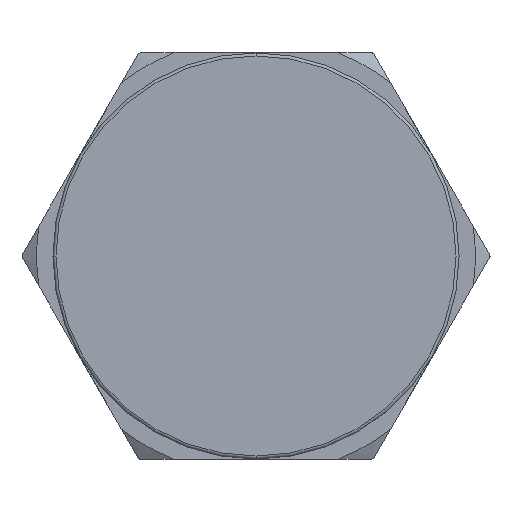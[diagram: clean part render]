
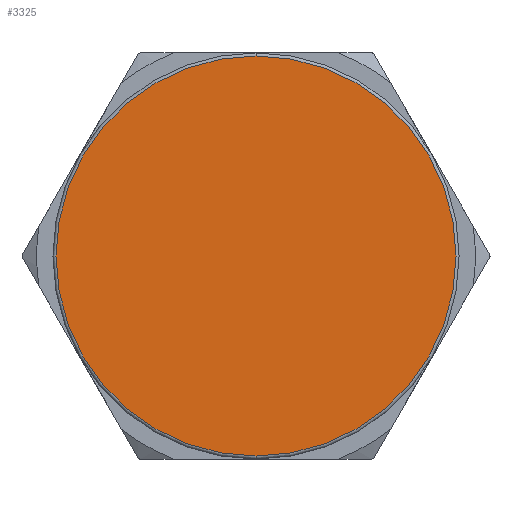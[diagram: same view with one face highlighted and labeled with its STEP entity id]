
A CAD part, left-side view. The second image highlights one B-rep face of the part: STEP entity #3325.
In plain terms, the highlighted planar face has unit normal (-1, 0, 0).
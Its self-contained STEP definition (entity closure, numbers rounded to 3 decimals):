
#233=CARTESIAN_POINT('',(-1.5,0.,0.));
#234=DIRECTION('',(-1.,0.,0.));
#235=DIRECTION('',(0.,0.,1.));
#236=AXIS2_PLACEMENT_3D('',#233,#234,#235);
#238=CARTESIAN_POINT('',(-1.5,0.,0.));
#239=DIRECTION('',(-1.,0.,0.));
#240=DIRECTION('',(0.,0.,-1.));
#241=AXIS2_PLACEMENT_3D('',#238,#239,#240);
#3153=CARTESIAN_POINT('',(-1.5,0.,13.25));
#3154=CARTESIAN_POINT('',(-1.5,0.,-13.25));
#3155=VERTEX_POINT('',#3153);
#3156=VERTEX_POINT('',#3154);
#3315=CARTESIAN_POINT('',(-1.5,0.,0.));
#3316=DIRECTION('',(1.,0.,0.));
#3317=DIRECTION('',(0.,1.,0.));
#3318=AXIS2_PLACEMENT_3D('',#3315,#3316,#3317);
#3319=PLANE('',#3318);
#3320=ORIENTED_EDGE('',*,*,#3305,.F.);
#3322=ORIENTED_EDGE('',*,*,#3321,.F.);
#3323=EDGE_LOOP('',(#3320,#3322));
#3324=FACE_OUTER_BOUND('',#3323,.F.);
#237=CIRCLE('',#236,13.25);
#242=CIRCLE('',#241,13.25);
#3305=EDGE_CURVE('',#3155,#3156,#237,.T.);
#3321=EDGE_CURVE('',#3156,#3155,#242,.T.);
#3325=ADVANCED_FACE('',(#3324),#3319,.F.);
